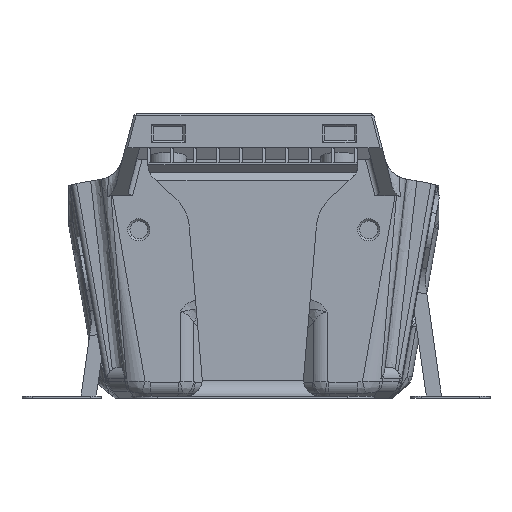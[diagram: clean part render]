
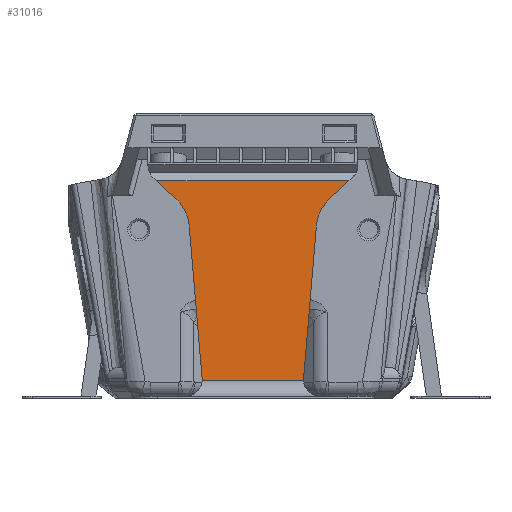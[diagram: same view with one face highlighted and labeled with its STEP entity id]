
A CAD part, front view. The second image highlights one B-rep face of the part: STEP entity #31016.
In plain terms, the highlighted planar face has unit normal (0, -1, 0).
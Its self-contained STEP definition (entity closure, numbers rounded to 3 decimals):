
#882=CIRCLE('',#33642,3.);
#883=CIRCLE('',#33643,3.);
#884=CIRCLE('',#33644,8.);
#885=CIRCLE('',#33645,8.);
#11173=ORIENTED_EDGE('',*,*,#16151,.T.);
#11174=ORIENTED_EDGE('',*,*,#16152,.T.);
#11175=ORIENTED_EDGE('',*,*,#16153,.T.);
#11176=ORIENTED_EDGE('',*,*,#16149,.F.);
#11177=ORIENTED_EDGE('',*,*,#16154,.T.);
#11178=ORIENTED_EDGE('',*,*,#16155,.T.);
#11179=ORIENTED_EDGE('',*,*,#16156,.F.);
#11180=ORIENTED_EDGE('',*,*,#16157,.F.);
#11181=ORIENTED_EDGE('',*,*,#16158,.T.);
#11182=ORIENTED_EDGE('',*,*,#16159,.T.);
#16149=EDGE_CURVE('',#19233,#19234,#21797,.T.);
#16151=EDGE_CURVE('',#19235,#19236,#882,.T.);
#16152=EDGE_CURVE('',#19236,#19237,#21799,.F.);
#16153=EDGE_CURVE('',#19237,#19234,#883,.T.);
#16154=EDGE_CURVE('',#19233,#19238,#884,.T.);
#16155=EDGE_CURVE('',#19238,#19239,#21800,.T.);
#16156=EDGE_CURVE('',#19240,#19239,#21801,.T.);
#16157=EDGE_CURVE('',#19241,#19240,#21802,.T.);
#16158=EDGE_CURVE('',#19241,#19242,#885,.T.);
#16159=EDGE_CURVE('',#19242,#19235,#21803,.T.);
#19233=VERTEX_POINT('',#59969);
#19234=VERTEX_POINT('',#59971);
#19235=VERTEX_POINT('',#59975);
#19236=VERTEX_POINT('',#59976);
#19237=VERTEX_POINT('',#59978);
#19238=VERTEX_POINT('',#59981);
#19239=VERTEX_POINT('',#59983);
#19240=VERTEX_POINT('',#59985);
#19241=VERTEX_POINT('',#59987);
#19242=VERTEX_POINT('',#59989);
#21797=LINE('',#59970,#24428);
#21799=LINE('',#59977,#24430);
#21800=LINE('',#59982,#24431);
#21801=LINE('',#59984,#24432);
#21802=LINE('',#59986,#24433);
#21803=LINE('',#59990,#24434);
#24428=VECTOR('',#40969,1000.);
#24430=VECTOR('',#40975,1000.);
#24431=VECTOR('',#40980,1000.);
#24432=VECTOR('',#40981,1000.);
#24433=VECTOR('',#40982,1000.);
#24434=VECTOR('',#40985,1000.);
#26477=EDGE_LOOP('',(#11173,#11174,#11175,#11176,#11177,#11178,#11179,#11180,
#11181,#11182));
#28349=FACE_BOUND('',#26477,.T.);
#29309=PLANE('',#33641);
#31016=ADVANCED_FACE('',(#28349),#29309,.F.);
#33641=AXIS2_PLACEMENT_3D('',#59973,#40971,#40972);
#33642=AXIS2_PLACEMENT_3D('',#59974,#40973,#40974);
#33643=AXIS2_PLACEMENT_3D('',#59979,#40976,#40977);
#33644=AXIS2_PLACEMENT_3D('',#59980,#40978,#40979);
#33645=AXIS2_PLACEMENT_3D('',#59988,#40983,#40984);
#40969=DIRECTION('',(-0.084,0.,-0.996));
#40971=DIRECTION('',(0.,1.,0.));
#40972=DIRECTION('',(0.,0.,1.));
#40973=DIRECTION('',(0.,1.,0.));
#40974=DIRECTION('',(0.,0.,1.));
#40975=DIRECTION('',(-1.,0.,0.));
#40976=DIRECTION('',(0.,1.,0.));
#40977=DIRECTION('',(0.,0.,1.));
#40978=DIRECTION('',(0.,1.,0.));
#40979=DIRECTION('',(0.,0.,1.));
#40980=DIRECTION('',(0.731,0.,0.682));
#40981=DIRECTION('',(1.,0.,0.));
#40982=DIRECTION('',(-0.731,0.,0.682));
#40983=DIRECTION('',(0.,1.,0.));
#40984=DIRECTION('',(0.,0.,1.));
#40985=DIRECTION('',(0.084,0.,-0.996));
#59969=CARTESIAN_POINT('',(11.856,-32.314,32.579));
#59970=CARTESIAN_POINT('',(36.482,-32.314,324.724));
#59971=CARTESIAN_POINT('',(9.418,-32.314,3.652));
#59973=CARTESIAN_POINT('',(0.,-32.314,327.8));
#59974=CARTESIAN_POINT('',(-12.767,-32.314,3.4));
#59975=CARTESIAN_POINT('',(-9.777,-32.314,3.652));
#59976=CARTESIAN_POINT('',(-9.767,-32.314,3.4));
#59977=CARTESIAN_POINT('',(9.143,-32.314,3.4));
#59978=CARTESIAN_POINT('',(9.407,-32.314,3.4));
#59979=CARTESIAN_POINT('',(12.407,-32.314,3.4));
#59980=CARTESIAN_POINT('',(19.828,-32.314,31.907));
#59981=CARTESIAN_POINT('',(14.372,-32.314,37.757));
#59982=CARTESIAN_POINT('',(16.736,-32.314,39.963));
#59983=CARTESIAN_POINT('',(17.982,-32.314,41.124));
#59984=CARTESIAN_POINT('',(-65.369,-32.314,41.124));
#59985=CARTESIAN_POINT('',(-18.341,-32.314,41.124));
#59986=CARTESIAN_POINT('',(-17.096,-32.314,39.963));
#59987=CARTESIAN_POINT('',(-14.731,-32.314,37.757));
#59988=CARTESIAN_POINT('',(-20.187,-32.314,31.907));
#59989=CARTESIAN_POINT('',(-12.216,-32.314,32.579));
#59990=CARTESIAN_POINT('',(-36.839,-32.314,324.694));
